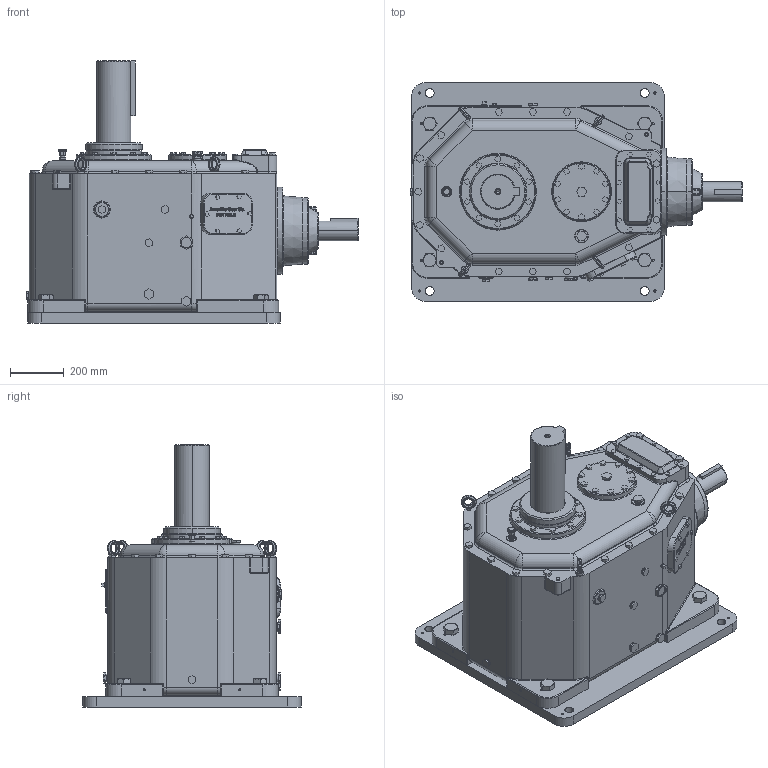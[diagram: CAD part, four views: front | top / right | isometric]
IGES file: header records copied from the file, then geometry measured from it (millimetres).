
Global section: file name: No Iges File Name specified; native system: Autodesk Inventor 2011; preprocessor: AutoDesk Inventor Iges Exporter R2011; author: johncampbell; date: 20111123.153142; units: inch
Bounding box: 1235.04 x 812.8 x 974.73 mm (x, y, z)
Volume: 270658060.1 mm3; surface area: 7604585.4 mm2
Topology: 20 solids, 20 shells, 1916 faces, 4814 edges, 3044 vertices
Faces by surface type: plane 1014, bspline 444, cylinder 205, revolution 102, torus 89, cone 47, sphere 15
